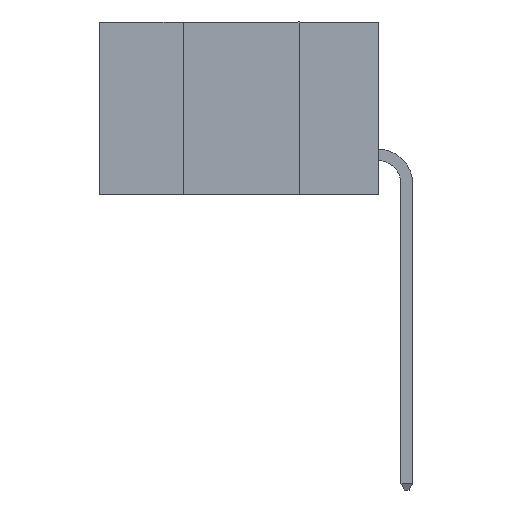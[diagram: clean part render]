
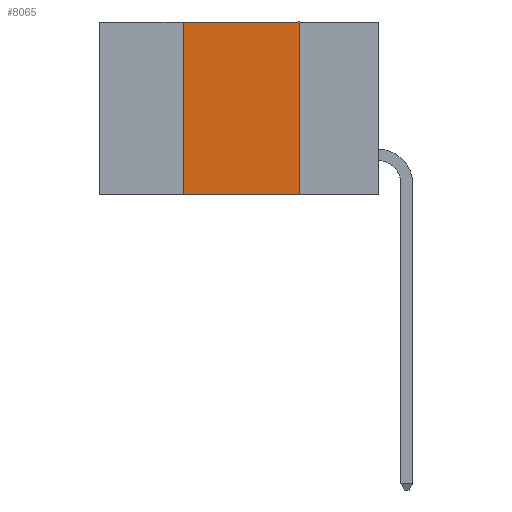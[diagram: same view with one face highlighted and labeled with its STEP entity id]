
A CAD part, left-side view. The second image highlights one B-rep face of the part: STEP entity #8065.
In plain terms, the highlighted planar face has unit normal (-1, 0, 0).
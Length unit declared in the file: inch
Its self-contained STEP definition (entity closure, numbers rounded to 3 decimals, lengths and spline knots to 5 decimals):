
#293 = DIRECTION ( 'NONE',  ( 0., 0., -1. ) ) ;
#467 = CARTESIAN_POINT ( 'NONE',  ( 0., 0.42, -0.37 ) ) ;
#1043 = EDGE_CURVE ( 'NONE', #23528, #5057, #16393, .T. ) ;
#2258 = CARTESIAN_POINT ( 'NONE',  ( 0., 0.17, -0.37 ) ) ;
#3962 = LINE ( 'NONE', #2258, #14055 ) ;
#4218 = PLANE ( 'NONE',  #15351 ) ;
#5057 = VERTEX_POINT ( 'NONE', #6082 ) ;
#5122 = EDGE_CURVE ( 'NONE', #5057, #16769, #3962, .T. ) ;
#6065 = FACE_OUTER_BOUND ( 'NONE', #15925, .T. ) ;
#6082 = CARTESIAN_POINT ( 'NONE',  ( 0., 0.17, 0. ) ) ;
#6231 = DIRECTION ( 'NONE',  ( 0., 0., -1. ) ) ;
#8065 = ADVANCED_FACE ( 'NONE', ( #6065 ), #4218, .F. ) ;
#8815 = CARTESIAN_POINT ( 'NONE',  ( 0., 0.42, -0.37 ) ) ;
#10632 = LINE ( 'NONE', #8815, #15346 ) ;
#11092 = VECTOR ( 'NONE', #17009, 39.37008 ) ;
#12155 = CARTESIAN_POINT ( 'NONE',  ( 0., 0.42, 0. ) ) ;
#14055 = VECTOR ( 'NONE', #293, 39.37008 ) ;
#14232 = ORIENTED_EDGE ( 'NONE', *, *, #18983, .T. ) ;
#15346 = VECTOR ( 'NONE', #24554, 39.37008 ) ;
#15351 = AXIS2_PLACEMENT_3D ( 'NONE', #16239, #18207, #6231 ) ;
#15474 = ORIENTED_EDGE ( 'NONE', *, *, #20303, .F. ) ;
#15478 = ORIENTED_EDGE ( 'NONE', *, *, #5122, .F. ) ;
#15890 = ORIENTED_EDGE ( 'NONE', *, *, #1043, .F. ) ;
#15925 = EDGE_LOOP ( 'NONE', ( #15478, #15890, #15474, #14232 ) ) ;
#16032 = VECTOR ( 'NONE', #18461, 39.37008 ) ;
#16239 = CARTESIAN_POINT ( 'NONE',  ( 0., 0.6, 0. ) ) ;
#16393 = LINE ( 'NONE', #18392, #11092 ) ;
#16485 = CARTESIAN_POINT ( 'NONE',  ( 0., 0.6, -0.37 ) ) ;
#16769 = VERTEX_POINT ( 'NONE', #24850 ) ;
#17009 = DIRECTION ( 'NONE',  ( 0., -1., 0. ) ) ;
#17734 = VERTEX_POINT ( 'NONE', #467 ) ;
#18207 = DIRECTION ( 'NONE',  ( 1., 0., 0. ) ) ;
#18392 = CARTESIAN_POINT ( 'NONE',  ( 0., 0.6, 0. ) ) ;
#18461 = DIRECTION ( 'NONE',  ( 0., -1., 0. ) ) ;
#18983 = EDGE_CURVE ( 'NONE', #17734, #16769, #21832, .T. ) ;
#20303 = EDGE_CURVE ( 'NONE', #17734, #23528, #10632, .T. ) ;
#21832 = LINE ( 'NONE', #16485, #16032 ) ;
#23528 = VERTEX_POINT ( 'NONE', #12155 ) ;
#24554 = DIRECTION ( 'NONE',  ( 0., 0., 1. ) ) ;
#24850 = CARTESIAN_POINT ( 'NONE',  ( 0., 0.17, -0.37 ) ) ;
